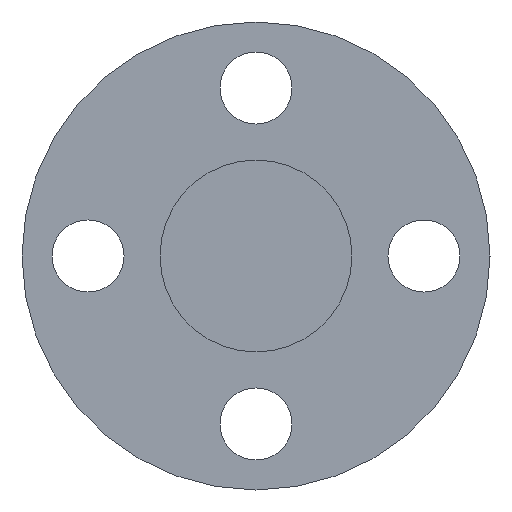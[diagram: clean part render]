
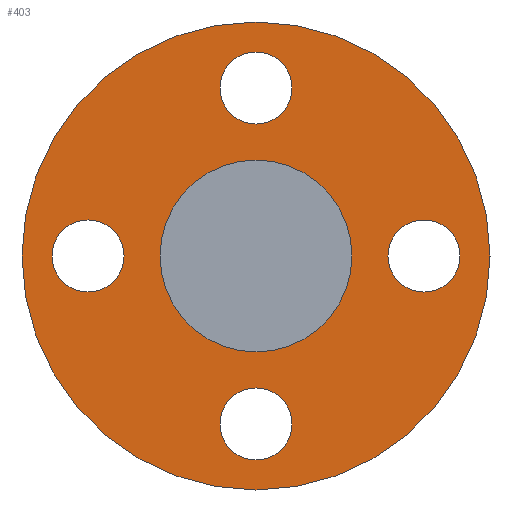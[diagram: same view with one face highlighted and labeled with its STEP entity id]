
A CAD part, left-side view. The second image highlights one B-rep face of the part: STEP entity #403.
In plain terms, the highlighted planar face has unit normal (-1, 0, 0).
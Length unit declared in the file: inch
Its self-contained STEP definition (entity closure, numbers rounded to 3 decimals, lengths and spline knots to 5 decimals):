
#8 = EDGE_CURVE ( 'NONE', #269, #276, #56, .T. ) ;
#11 = AXIS2_PLACEMENT_3D ( 'NONE', #149, #118, #36 ) ;
#12 = VERTEX_POINT ( 'NONE', #154 ) ;
#16 = FACE_BOUND ( 'NONE', #323, .T. ) ;
#24 = CARTESIAN_POINT ( 'NONE',  ( 0.25, -2.125, 0. ) ) ;
#36 = DIRECTION ( 'NONE',  ( 0., -1., 0. ) ) ;
#48 = ORIENTED_EDGE ( 'NONE', *, *, #444, .F. ) ;
#56 = CIRCLE ( 'NONE', #100, 1. ) ;
#57 = ORIENTED_EDGE ( 'NONE', *, *, #245, .F. ) ;
#58 = ORIENTED_EDGE ( 'NONE', *, *, #537, .F. ) ;
#66 = DIRECTION ( 'NONE',  ( 0., 1., 0. ) ) ;
#71 = EDGE_CURVE ( 'NONE', #426, #486, #191, .T. ) ;
#73 = DIRECTION ( 'NONE',  ( -1., 0., 0. ) ) ;
#78 = EDGE_LOOP ( 'NONE', ( #176, #541 ) ) ;
#85 = EDGE_LOOP ( 'NONE', ( #48, #58 ) ) ;
#86 = AXIS2_PLACEMENT_3D ( 'NONE', #464, #343, #197 ) ;
#87 = CIRCLE ( 'NONE', #418, 0.375 ) ;
#97 = VERTEX_POINT ( 'NONE', #319 ) ;
#100 = AXIS2_PLACEMENT_3D ( 'NONE', #155, #450, #506 ) ;
#101 = DIRECTION ( 'NONE',  ( -1., 0., 0. ) ) ;
#105 = EDGE_LOOP ( 'NONE', ( #407, #529 ) ) ;
#118 = DIRECTION ( 'NONE',  ( -1., 0., 0. ) ) ;
#119 = AXIS2_PLACEMENT_3D ( 'NONE', #192, #144, #151 ) ;
#126 = CIRCLE ( 'NONE', #519, 0.375 ) ;
#141 = ORIENTED_EDGE ( 'NONE', *, *, #258, .F. ) ;
#144 = DIRECTION ( 'NONE',  ( -1., 0., 0. ) ) ;
#146 = DIRECTION ( 'NONE',  ( -1., 0., 0. ) ) ;
#147 = EDGE_LOOP ( 'NONE', ( #57, #141 ) ) ;
#149 = CARTESIAN_POINT ( 'NONE',  ( 0.25, 1.75, 0. ) ) ;
#150 = CARTESIAN_POINT ( 'NONE',  ( 0.25, -1.375, 0. ) ) ;
#151 = DIRECTION ( 'NONE',  ( 0., 0., 1. ) ) ;
#154 = CARTESIAN_POINT ( 'NONE',  ( 0.25, 0., -1.375 ) ) ;
#155 = CARTESIAN_POINT ( 'NONE',  ( 0.25, 0., 0. ) ) ;
#157 = CARTESIAN_POINT ( 'NONE',  ( 0.25, 0., 1.75 ) ) ;
#159 = AXIS2_PLACEMENT_3D ( 'NONE', #473, #443, #274 ) ;
#171 = EDGE_CURVE ( 'NONE', #242, #328, #340, .T. ) ;
#176 = ORIENTED_EDGE ( 'NONE', *, *, #71, .T. ) ;
#177 = AXIS2_PLACEMENT_3D ( 'NONE', #413, #146, #66 ) ;
#178 = CIRCLE ( 'NONE', #119, 0.375 ) ;
#180 = EDGE_LOOP ( 'NONE', ( #397, #219 ) ) ;
#184 = CIRCLE ( 'NONE', #177, 0.375 ) ;
#189 = DIRECTION ( 'NONE',  ( 0., 1., 0. ) ) ;
#191 = CIRCLE ( 'NONE', #159, 2.4375 ) ;
#192 = CARTESIAN_POINT ( 'NONE',  ( 0.25, 0., -1.75 ) ) ;
#193 = CIRCLE ( 'NONE', #456, 1. ) ;
#195 = FACE_BOUND ( 'NONE', #180, .T. ) ;
#197 = DIRECTION ( 'NONE',  ( 0., 0., -1. ) ) ;
#205 = VERTEX_POINT ( 'NONE', #337 ) ;
#219 = ORIENTED_EDGE ( 'NONE', *, *, #8, .F. ) ;
#224 = DIRECTION ( 'NONE',  ( 0., 0., 1. ) ) ;
#229 = DIRECTION ( 'NONE',  ( 0., -1., 0. ) ) ;
#231 = ORIENTED_EDGE ( 'NONE', *, *, #428, .F. ) ;
#233 = FACE_BOUND ( 'NONE', #105, .T. ) ;
#234 = DIRECTION ( 'NONE',  ( -1., 0., 0. ) ) ;
#237 = CARTESIAN_POINT ( 'NONE',  ( 0.25, 1.75, 0.375 ) ) ;
#238 = CIRCLE ( 'NONE', #520, 0.375 ) ;
#240 = EDGE_CURVE ( 'NONE', #328, #242, #184, .T. ) ;
#242 = VERTEX_POINT ( 'NONE', #24 ) ;
#245 = EDGE_CURVE ( 'NONE', #441, #205, #324, .T. ) ;
#247 = CIRCLE ( 'NONE', #11, 0.375 ) ;
#254 = EDGE_CURVE ( 'NONE', #276, #269, #193, .T. ) ;
#255 = DIRECTION ( 'NONE',  ( 0., 0., 1. ) ) ;
#258 = EDGE_CURVE ( 'NONE', #205, #441, #126, .T. ) ;
#269 = VERTEX_POINT ( 'NONE', #521 ) ;
#274 = DIRECTION ( 'NONE',  ( 0., 0., 1. ) ) ;
#276 = VERTEX_POINT ( 'NONE', #476 ) ;
#280 = CARTESIAN_POINT ( 'NONE',  ( 0.25, 0., 2.4375 ) ) ;
#284 = EDGE_CURVE ( 'NONE', #313, #97, #247, .T. ) ;
#304 = CIRCLE ( 'NONE', #469, 2.4375 ) ;
#313 = VERTEX_POINT ( 'NONE', #237 ) ;
#319 = CARTESIAN_POINT ( 'NONE',  ( 0.25, 1.75, -0.375 ) ) ;
#323 = EDGE_LOOP ( 'NONE', ( #402, #231 ) ) ;
#324 = CIRCLE ( 'NONE', #86, 0.375 ) ;
#328 = VERTEX_POINT ( 'NONE', #150 ) ;
#329 = DIRECTION ( 'NONE',  ( -1., 0., 0. ) ) ;
#330 = FACE_BOUND ( 'NONE', #85, .T. ) ;
#336 = DIRECTION ( 'NONE',  ( -1., 0., 0. ) ) ;
#337 = CARTESIAN_POINT ( 'NONE',  ( 0.25, 0., 1.375 ) ) ;
#340 = CIRCLE ( 'NONE', #500, 0.375 ) ;
#343 = DIRECTION ( 'NONE',  ( -1., 0., 0. ) ) ;
#364 = DIRECTION ( 'NONE',  ( 0., 0., 1. ) ) ;
#374 = FACE_BOUND ( 'NONE', #147, .T. ) ;
#388 = DIRECTION ( 'NONE',  ( -1., 0., 0. ) ) ;
#392 = AXIS2_PLACEMENT_3D ( 'NONE', #549, #101, #224 ) ;
#397 = ORIENTED_EDGE ( 'NONE', *, *, #254, .F. ) ;
#402 = ORIENTED_EDGE ( 'NONE', *, *, #284, .F. ) ;
#403 = ADVANCED_FACE ( 'NONE', ( #16, #374, #233, #330, #539, #195 ), #496, .T. ) ;
#407 = ORIENTED_EDGE ( 'NONE', *, *, #171, .F. ) ;
#410 = CARTESIAN_POINT ( 'NONE',  ( 0.25, -1.75, 0. ) ) ;
#413 = CARTESIAN_POINT ( 'NONE',  ( 0.25, -1.75, 0. ) ) ;
#415 = CARTESIAN_POINT ( 'NONE',  ( 0.25, 0., 2.125 ) ) ;
#418 = AXIS2_PLACEMENT_3D ( 'NONE', #501, #336, #229 ) ;
#426 = VERTEX_POINT ( 'NONE', #280 ) ;
#428 = EDGE_CURVE ( 'NONE', #97, #313, #87, .T. ) ;
#441 = VERTEX_POINT ( 'NONE', #415 ) ;
#442 = CARTESIAN_POINT ( 'NONE',  ( 0.25, 0., -2.125 ) ) ;
#443 = DIRECTION ( 'NONE',  ( -1., 0., 0. ) ) ;
#444 = EDGE_CURVE ( 'NONE', #12, #470, #178, .T. ) ;
#450 = DIRECTION ( 'NONE',  ( -1., 0., 0. ) ) ;
#456 = AXIS2_PLACEMENT_3D ( 'NONE', #514, #73, #508 ) ;
#461 = CARTESIAN_POINT ( 'NONE',  ( 0.25, 0., 0. ) ) ;
#464 = CARTESIAN_POINT ( 'NONE',  ( 0.25, 0., 1.75 ) ) ;
#469 = AXIS2_PLACEMENT_3D ( 'NONE', #461, #388, #255 ) ;
#470 = VERTEX_POINT ( 'NONE', #442 ) ;
#473 = CARTESIAN_POINT ( 'NONE',  ( 0.25, 0., 0. ) ) ;
#476 = CARTESIAN_POINT ( 'NONE',  ( 0.25, 0., 1. ) ) ;
#486 = VERTEX_POINT ( 'NONE', #505 ) ;
#495 = CARTESIAN_POINT ( 'NONE',  ( 0.25, 0., -1.75 ) ) ;
#496 = PLANE ( 'NONE',  #392 ) ;
#497 = EDGE_CURVE ( 'NONE', #486, #426, #304, .T. ) ;
#500 = AXIS2_PLACEMENT_3D ( 'NONE', #410, #234, #189 ) ;
#501 = CARTESIAN_POINT ( 'NONE',  ( 0.25, 1.75, 0. ) ) ;
#505 = CARTESIAN_POINT ( 'NONE',  ( 0.25, 0., -2.4375 ) ) ;
#506 = DIRECTION ( 'NONE',  ( 0., 0., 1. ) ) ;
#508 = DIRECTION ( 'NONE',  ( 0., 0., 1. ) ) ;
#512 = DIRECTION ( 'NONE',  ( 0., 0., -1. ) ) ;
#514 = CARTESIAN_POINT ( 'NONE',  ( 0.25, 0., 0. ) ) ;
#519 = AXIS2_PLACEMENT_3D ( 'NONE', #157, #551, #512 ) ;
#520 = AXIS2_PLACEMENT_3D ( 'NONE', #495, #329, #364 ) ;
#521 = CARTESIAN_POINT ( 'NONE',  ( 0.25, 0., -1. ) ) ;
#529 = ORIENTED_EDGE ( 'NONE', *, *, #240, .F. ) ;
#537 = EDGE_CURVE ( 'NONE', #470, #12, #238, .T. ) ;
#539 = FACE_OUTER_BOUND ( 'NONE', #78, .T. ) ;
#541 = ORIENTED_EDGE ( 'NONE', *, *, #497, .T. ) ;
#549 = CARTESIAN_POINT ( 'NONE',  ( 0.25, 0., 0. ) ) ;
#551 = DIRECTION ( 'NONE',  ( -1., 0., 0. ) ) ;
